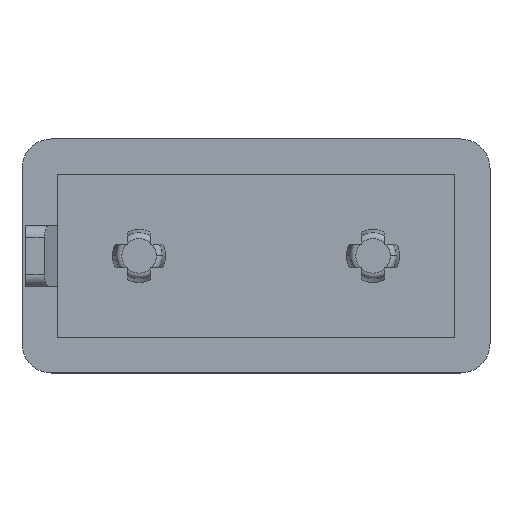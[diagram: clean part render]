
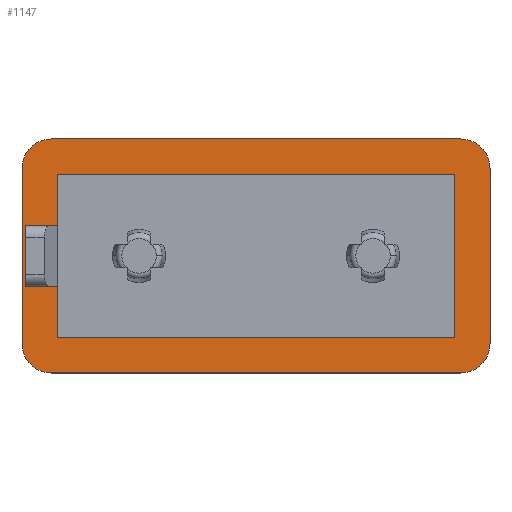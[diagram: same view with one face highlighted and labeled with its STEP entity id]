
A CAD part, top view. The second image highlights one B-rep face of the part: STEP entity #1147.
In plain terms, the highlighted planar face has unit normal (0, 0, 1).
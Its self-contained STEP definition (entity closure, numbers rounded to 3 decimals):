
#1 = VERTEX_POINT ( 'NONE', #66 ) ;
#2 = VERTEX_POINT ( 'NONE', #67 ) ;
#3 = VERTEX_POINT ( 'NONE', #63 ) ;
#4 = VERTEX_POINT ( 'NONE', #61 ) ;
#5 = VERTEX_POINT ( 'NONE', #60 ) ;
#6 = VERTEX_POINT ( 'NONE', #59 ) ;
#59 = CARTESIAN_POINT ( 'NONE',  ( 27.5, -10., 4. ) ) ;
#60 = CARTESIAN_POINT ( 'NONE',  ( 30., -7.5, 4. ) ) ;
#61 = CARTESIAN_POINT ( 'NONE',  ( -10., -7.5, 4. ) ) ;
#63 = CARTESIAN_POINT ( 'NONE',  ( -10., 7.5, 4. ) ) ;
#66 = CARTESIAN_POINT ( 'NONE',  ( -7.5, -10., 4. ) ) ;
#67 = CARTESIAN_POINT ( 'NONE',  ( 30., 7.5, 4. ) ) ;
#496 = EDGE_CURVE ( 'NONE', #2098, #2683, #1741, .T. ) ;
#497 = EDGE_CURVE ( 'NONE', #2683, #3, #1734, .T. ) ;
#498 = EDGE_CURVE ( 'NONE', #3, #4, #1745, .T. ) ;
#499 = EDGE_CURVE ( 'NONE', #4, #1, #1746, .T. ) ;
#500 = EDGE_CURVE ( 'NONE', #1, #6, #1748, .T. ) ;
#501 = EDGE_CURVE ( 'NONE', #6, #5, #1749, .T. ) ;
#502 = EDGE_CURVE ( 'NONE', #5, #2, #1751, .T. ) ;
#503 = EDGE_CURVE ( 'NONE', #2, #2098, #1752, .T. ) ;
#504 = EDGE_CURVE ( 'NONE', #2088, #2111, #1754, .T. ) ;
#505 = EDGE_CURVE ( 'NONE', #2088, #2108, #1755, .T. ) ;
#506 = EDGE_CURVE ( 'NONE', #2108, #2107, #1743, .T. ) ;
#507 = EDGE_CURVE ( 'NONE', #2107, #2109, #1759, .T. ) ;
#508 = EDGE_CURVE ( 'NONE', #2682, #2109, #1761, .T. ) ;
#509 = EDGE_CURVE ( 'NONE', #2677, #2682, #1763, .T. ) ;
#510 = EDGE_CURVE ( 'NONE', #2110, #2677, #1765, .T. ) ;
#511 = EDGE_CURVE ( 'NONE', #2111, #2110, #1767, .T. ) ;
#892 = EDGE_LOOP ( 'NONE', ( #1921, #1922, #1923, #1924, #1925, #1926, #1927, #1928 ) ) ;
#893 = EDGE_LOOP ( 'NONE', ( #1913, #1914, #1915, #1916, #1917, #1918, #1919, #1920 ) ) ;
#1147 = ADVANCED_FACE ( 'NONE', ( #1859, #1867 ), #2570, .T. ) ;
#1434 = AXIS2_PLACEMENT_3D ( 'NONE', #1649, #1650, #1651 ) ;
#1435 = AXIS2_PLACEMENT_3D ( 'NONE', #1654, #1655, #1656 ) ;
#1436 = AXIS2_PLACEMENT_3D ( 'NONE', #1659, #1660, #1661 ) ;
#1437 = AXIS2_PLACEMENT_3D ( 'NONE', #1664, #1665, #1666 ) ;
#1640 = DIRECTION ( 'NONE',  ( 0., -1., 0. ) ) ;
#1644 = CARTESIAN_POINT ( 'NONE',  ( -10., 10., 4. ) ) ;
#1645 = CARTESIAN_POINT ( 'NONE',  ( -10., 10., 4. ) ) ;
#1646 = DIRECTION ( 'NONE',  ( -1., 0., 0. ) ) ;
#1647 = CARTESIAN_POINT ( 'NONE',  ( -10., -10., 4. ) ) ;
#1648 = DIRECTION ( 'NONE',  ( 1., 0., 0. ) ) ;
#1649 = CARTESIAN_POINT ( 'NONE',  ( -7.5, 7.5, 4. ) ) ;
#1650 = DIRECTION ( 'NONE',  ( 0., 0., 1. ) ) ;
#1651 = DIRECTION ( 'NONE',  ( 1., 0., 0. ) ) ;
#1652 = CARTESIAN_POINT ( 'NONE',  ( 30., 10., 4. ) ) ;
#1653 = DIRECTION ( 'NONE',  ( 0., 1., 0. ) ) ;
#1654 = CARTESIAN_POINT ( 'NONE',  ( -7.5, -7.5, 4. ) ) ;
#1655 = DIRECTION ( 'NONE',  ( 0., 0., 1. ) ) ;
#1656 = DIRECTION ( 'NONE',  ( 1., 0., 0. ) ) ;
#1657 = CARTESIAN_POINT ( 'NONE',  ( -7., 7., 4. ) ) ;
#1658 = DIRECTION ( 'NONE',  ( 0., -1., 0. ) ) ;
#1659 = CARTESIAN_POINT ( 'NONE',  ( 27.5, -7.5, 4. ) ) ;
#1660 = DIRECTION ( 'NONE',  ( 0., 0., 1. ) ) ;
#1661 = DIRECTION ( 'NONE',  ( 1., 0., 0. ) ) ;
#1663 = CARTESIAN_POINT ( 'NONE',  ( -9.7, -10., 4. ) ) ;
#1664 = CARTESIAN_POINT ( 'NONE',  ( 27.5, 7.5, 4. ) ) ;
#1665 = DIRECTION ( 'NONE',  ( 0., 0., 1. ) ) ;
#1666 = DIRECTION ( 'NONE',  ( 1., 0., 0. ) ) ;
#1667 = CARTESIAN_POINT ( 'NONE',  ( 30., -2.6, 4. ) ) ;
#1669 = DIRECTION ( 'NONE',  ( -1., 0., 0. ) ) ;
#1670 = DIRECTION ( 'NONE',  ( 0., 1., 0. ) ) ;
#1671 = CARTESIAN_POINT ( 'NONE',  ( 30., 2.6, 4. ) ) ;
#1672 = DIRECTION ( 'NONE',  ( 1., 0., 0. ) ) ;
#1673 = CARTESIAN_POINT ( 'NONE',  ( -7., 7., 4. ) ) ;
#1674 = DIRECTION ( 'NONE',  ( 0., -1., 0. ) ) ;
#1675 = CARTESIAN_POINT ( 'NONE',  ( -7., 7., 4. ) ) ;
#1676 = DIRECTION ( 'NONE',  ( -1., 0., 0. ) ) ;
#1677 = CARTESIAN_POINT ( 'NONE',  ( 27., 7., 4. ) ) ;
#1678 = DIRECTION ( 'NONE',  ( 0., 1., 0. ) ) ;
#1679 = CARTESIAN_POINT ( 'NONE',  ( -7., -7., 4. ) ) ;
#1680 = DIRECTION ( 'NONE',  ( 1., 0., 0. ) ) ;
#1734 = CIRCLE ( 'NONE', #1434, 2.5 ) ;
#1741 = LINE ( 'NONE', #1644, #1744 ) ;
#1743 = LINE ( 'NONE', #1663, #1760 ) ;
#1744 = VECTOR ( 'NONE', #1646, 1000. ) ;
#1745 = LINE ( 'NONE', #1645, #1747 ) ;
#1746 = CIRCLE ( 'NONE', #1435, 2.5 ) ;
#1747 = VECTOR ( 'NONE', #1640, 1000. ) ;
#1748 = LINE ( 'NONE', #1647, #1750 ) ;
#1749 = CIRCLE ( 'NONE', #1436, 2.5 ) ;
#1750 = VECTOR ( 'NONE', #1648, 1000. ) ;
#1751 = LINE ( 'NONE', #1652, #1753 ) ;
#1752 = CIRCLE ( 'NONE', #1437, 2.5 ) ;
#1753 = VECTOR ( 'NONE', #1653, 1000. ) ;
#1754 = LINE ( 'NONE', #1657, #1756 ) ;
#1755 = LINE ( 'NONE', #1667, #1758 ) ;
#1756 = VECTOR ( 'NONE', #1658, 1000. ) ;
#1758 = VECTOR ( 'NONE', #1669, 1000. ) ;
#1759 = LINE ( 'NONE', #1671, #1762 ) ;
#1760 = VECTOR ( 'NONE', #1670, 1000. ) ;
#1761 = LINE ( 'NONE', #1673, #1764 ) ;
#1762 = VECTOR ( 'NONE', #1672, 1000. ) ;
#1763 = LINE ( 'NONE', #1675, #1766 ) ;
#1764 = VECTOR ( 'NONE', #1674, 1000. ) ;
#1765 = LINE ( 'NONE', #1677, #1768 ) ;
#1766 = VECTOR ( 'NONE', #1676, 1000. ) ;
#1767 = LINE ( 'NONE', #1679, #1770 ) ;
#1768 = VECTOR ( 'NONE', #1678, 1000. ) ;
#1770 = VECTOR ( 'NONE', #1680, 1000. ) ;
#1859 = FACE_OUTER_BOUND ( 'NONE', #893, .T. ) ;
#1867 = FACE_BOUND ( 'NONE', #892, .T. ) ;
#1913 = ORIENTED_EDGE ( 'NONE', *, *, #496, .T. ) ;
#1914 = ORIENTED_EDGE ( 'NONE', *, *, #497, .T. ) ;
#1915 = ORIENTED_EDGE ( 'NONE', *, *, #498, .T. ) ;
#1916 = ORIENTED_EDGE ( 'NONE', *, *, #499, .T. ) ;
#1917 = ORIENTED_EDGE ( 'NONE', *, *, #500, .T. ) ;
#1918 = ORIENTED_EDGE ( 'NONE', *, *, #501, .T. ) ;
#1919 = ORIENTED_EDGE ( 'NONE', *, *, #502, .T. ) ;
#1920 = ORIENTED_EDGE ( 'NONE', *, *, #503, .T. ) ;
#1921 = ORIENTED_EDGE ( 'NONE', *, *, #504, .F. ) ;
#1922 = ORIENTED_EDGE ( 'NONE', *, *, #505, .T. ) ;
#1923 = ORIENTED_EDGE ( 'NONE', *, *, #506, .T. ) ;
#1924 = ORIENTED_EDGE ( 'NONE', *, *, #507, .T. ) ;
#1925 = ORIENTED_EDGE ( 'NONE', *, *, #508, .F. ) ;
#1926 = ORIENTED_EDGE ( 'NONE', *, *, #509, .F. ) ;
#1927 = ORIENTED_EDGE ( 'NONE', *, *, #510, .F. ) ;
#1928 = ORIENTED_EDGE ( 'NONE', *, *, #511, .F. ) ;
#2088 = VERTEX_POINT ( 'NONE', #2619 ) ;
#2098 = VERTEX_POINT ( 'NONE', #2630 ) ;
#2107 = VERTEX_POINT ( 'NONE', #2638 ) ;
#2108 = VERTEX_POINT ( 'NONE', #2639 ) ;
#2109 = VERTEX_POINT ( 'NONE', #2640 ) ;
#2110 = VERTEX_POINT ( 'NONE', #2641 ) ;
#2111 = VERTEX_POINT ( 'NONE', #2642 ) ;
#2419 = AXIS2_PLACEMENT_3D ( 'NONE', #2568, #2567, #2572 ) ;
#2567 = DIRECTION ( 'NONE',  ( 0., 0., 1. ) ) ;
#2568 = CARTESIAN_POINT ( 'NONE',  ( 30., -10., 4. ) ) ;
#2570 = PLANE ( 'NONE',  #2419 ) ;
#2572 = DIRECTION ( 'NONE',  ( 1., 0., 0. ) ) ;
#2619 = CARTESIAN_POINT ( 'NONE',  ( -7., -2.6, 4. ) ) ;
#2630 = CARTESIAN_POINT ( 'NONE',  ( 27.5, 10., 4. ) ) ;
#2638 = CARTESIAN_POINT ( 'NONE',  ( -9.7, 2.6, 4. ) ) ;
#2639 = CARTESIAN_POINT ( 'NONE',  ( -9.7, -2.6, 4. ) ) ;
#2640 = CARTESIAN_POINT ( 'NONE',  ( -7., 2.6, 4. ) ) ;
#2641 = CARTESIAN_POINT ( 'NONE',  ( 27., -7., 4. ) ) ;
#2642 = CARTESIAN_POINT ( 'NONE',  ( -7., -7., 4. ) ) ;
#2650 = CARTESIAN_POINT ( 'NONE',  ( -7.5, 10., 4. ) ) ;
#2652 = CARTESIAN_POINT ( 'NONE',  ( 27., 7., 4. ) ) ;
#2657 = CARTESIAN_POINT ( 'NONE',  ( -7., 7., 4. ) ) ;
#2677 = VERTEX_POINT ( 'NONE', #2652 ) ;
#2682 = VERTEX_POINT ( 'NONE', #2657 ) ;
#2683 = VERTEX_POINT ( 'NONE', #2650 ) ;
